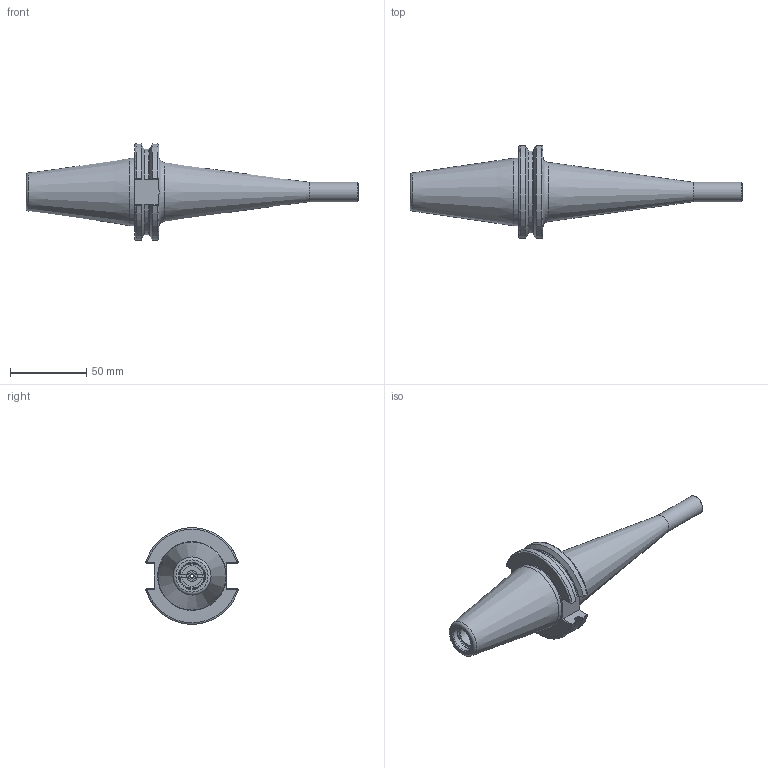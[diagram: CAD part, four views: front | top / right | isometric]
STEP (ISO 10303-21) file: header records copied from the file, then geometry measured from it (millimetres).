
FILE_DESCRIPTION(/* description */ (''),/* implementation_level */ '2;1');
FILE_NAME(/* name */ 'CAT40-MX06-150.stp',/* time_stamp */ '2019-07-15T11:43:39-05:00',/* author */ ('ldfli'),/* organization */ ('Pioneer N.A.'),/* preprocessor_version */ 'ST-DEVELOPER v18',/* originating_system */ 'Autodesk Inventor LT',/* authorisation */ '');
FILE_SCHEMA (('AUTOMOTIVE_DESIGN { 1 0 10303 214 3 1 1 }'));
Length unit declared in the file: millimetre
Products named in the file (1): CAT40-MX06-150
Bounding box: 218.25 x 61.14 x 63.31 mm (x, y, z)
Volume: 165237.6 mm3; surface area: 39860.5 mm2
Topology: 3 solids, 3 shells, 137 faces, 379 edges, 259 vertices
Faces by surface type: plane 60, cylinder 26, torus 18, cone 17, bspline 16
Full cylindrical faces by diameter (mm): 2 x1, 3 x1, 6 x1, 6.7 x1, 7 x1, 8 x1, 8.26 x1, 8.4 x1, 9 x1, 10 x2, 11 x2, 12 x1, 12.7 x1, 13.386 x1, 15.875 x1, 16.28 x1, 16.78 x1, 44.45 x1
Entity records: 5221 total; most frequent: CARTESIAN_POINT 1665, ORIENTED_EDGE 758, DIRECTION 728, EDGE_CURVE 379, AXIS2_PLACEMENT_3D 288, VERTEX_POINT 259, CIRCLE 166, EDGE_LOOP 154
